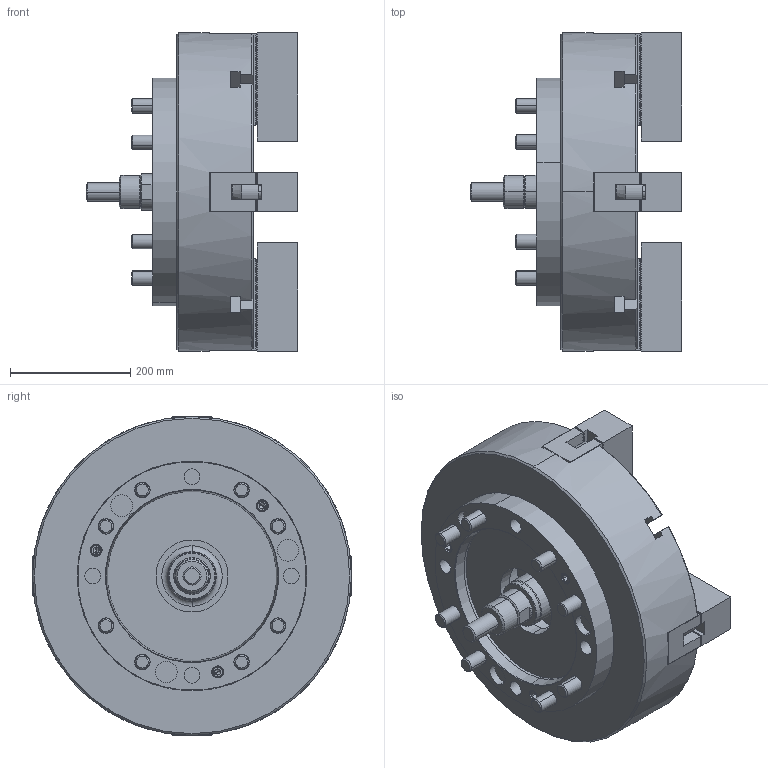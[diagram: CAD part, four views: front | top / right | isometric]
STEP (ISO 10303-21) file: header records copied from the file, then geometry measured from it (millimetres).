
FILE_DESCRIPTION (( 'STEP AP203' ), '1' );
FILE_NAME ('CF-4V-21A15.STEP', '2019-08-01T06:02:37', ( 'temp' ), ( '' ), 'SwSTEP 2.0', 'SolidWorks 2016', '' );
FILE_SCHEMA (( 'CONFIG_CONTROL_DESIGN' ));
Length unit declared in the file: millimetre
Products named in the file (16): 圓頭內六角螺栓_M12x50; CF-4V-21-01000; 圓頭內六角螺栓_M24x170; CF-4V-21-02000; CF-3V-21-10000-A15法蘭; CF-4V-21-03000; CF-4V-21-04000; 圓頭內六角螺栓_M6x14; CF-3H-221-04000(T型塊); CF-3V-21-09000; SJ-21; CF-3P-15-05000; 圓頭內六角螺栓_M20x60; CF-3P-15-06000; 圓頭內六角螺栓_M30x125(全牙); CF-4V-21A15
Assembly tree (47 placements, depth 2):
  CF-4V-21A15
    CF-4V-21-01000
    CF-4V-21-02000
    CF-4V-21-03000  x4
    CF-4V-21-04000
    圓頭內六角螺栓_M6x14  x4
    CF-3V-21-09000
    CF-3P-15-05000
    CF-3P-15-06000
    圓頭內六角螺栓_M12x50  x3
    圓頭內六角螺栓_M24x170  x8
    CF-3V-21-10000-A15法蘭
    CF-3H-221-04000(T型塊)  x8
    SJ-21  x4
    圓頭內六角螺栓_M20x60  x8
    圓頭內六角螺栓_M30x125(全牙)
Bounding box: 352.2 x 530 x 530 mm (x, y, z)
Volume: 32070963.5 mm3; surface area: 2326452.5 mm2
Topology: 47 solids, 47 shells, 5295 faces, 15066 edges, 9918 vertices
Faces by surface type: plane 3840, cylinder 1148, cone 281, torus 26
Entity records: 54125 total; most frequent: CARTESIAN_POINT 9625, ORIENTED_EDGE 8892, DIRECTION 8669, EDGE_CURVE 4446, VECTOR 3219, LINE 3219, VERTEX_POINT 2929, AXIS2_PLACEMENT_3D 2725
